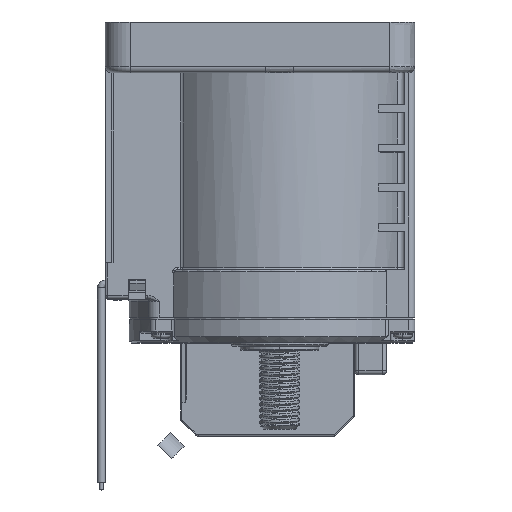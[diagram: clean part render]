
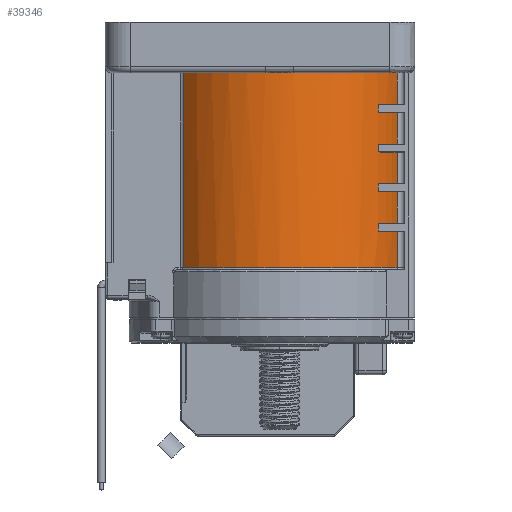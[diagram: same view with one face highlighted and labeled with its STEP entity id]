
A CAD part, top view. The second image highlights one B-rep face of the part: STEP entity #39346.
In plain terms, the highlighted cylindrical face has radius 32 mm (diameter 64 mm), a partial arc.
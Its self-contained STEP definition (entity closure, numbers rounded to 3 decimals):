
#5549=CARTESIAN_POINT('',(0.,54.35,0.));
#5550=DIRECTION('',(0.,1.,0.));
#5551=DIRECTION('',(-0.761,0.,0.648));
#5552=AXIS2_PLACEMENT_3D('',#5549,#5550,#5551);
#7276=CARTESIAN_POINT('',(0.,54.35,0.));
#7277=DIRECTION('',(0.,1.,0.));
#7278=DIRECTION('',(0.112,0.,0.994));
#7279=AXIS2_PLACEMENT_3D('',#7276,#7277,#7278);
#7322=CARTESIAN_POINT('',(0.,54.35,0.));
#7323=DIRECTION('',(0.,1.,0.));
#7324=DIRECTION('',(-0.112,0.,0.994));
#7325=AXIS2_PLACEMENT_3D('',#7322,#7323,#7324);
#7327=CARTESIAN_POINT('',(0.,54.35,0.));
#7328=DIRECTION('',(0.,1.,0.));
#7329=DIRECTION('',(0.,0.,1.));
#7330=AXIS2_PLACEMENT_3D('',#7327,#7328,#7329);
#7342=DIRECTION('',(0.,-1.,0.));
#7343=VECTOR('',#7342,9.2);
#7344=CARTESIAN_POINT('',(29.673,14.35,11.98));
#7345=LINE('',#7344,#7343);
#7346=DIRECTION('',(0.,-1.,0.));
#7347=VECTOR('',#7346,2.);
#7348=CARTESIAN_POINT('',(24.94,16.35,20.05));
#7349=LINE('',#7348,#7347);
#7350=DIRECTION('',(0.,-1.,0.));
#7351=VECTOR('',#7350,2.);
#7352=CARTESIAN_POINT('',(24.94,26.35,20.05));
#7353=LINE('',#7352,#7351);
#7354=DIRECTION('',(0.,-1.,0.));
#7355=VECTOR('',#7354,2.);
#7356=CARTESIAN_POINT('',(24.94,36.35,20.05));
#7357=LINE('',#7356,#7355);
#7358=DIRECTION('',(0.,-1.,0.));
#7359=VECTOR('',#7358,2.);
#7360=CARTESIAN_POINT('',(24.94,46.35,20.05));
#7361=LINE('',#7360,#7359);
#7362=CARTESIAN_POINT('',(0.,5.15,0.));
#7363=DIRECTION('',(0.,-1.,0.));
#7364=DIRECTION('',(0.927,0.,0.374));
#7365=AXIS2_PLACEMENT_3D('',#7362,#7363,#7364);
#7367=CARTESIAN_POINT('',(0.,5.15,0.));
#7368=DIRECTION('',(0.,-1.,0.));
#7369=DIRECTION('',(0.,0.,1.));
#7370=AXIS2_PLACEMENT_3D('',#7367,#7368,#7369);
#7392=DIRECTION('',(0.,1.,0.));
#7393=VECTOR('',#7392,49.2);
#7394=CARTESIAN_POINT('',(-24.359,5.15,20.752));
#7395=LINE('',#7394,#7393);
#7559=CARTESIAN_POINT('',(0.,14.35,0.));
#7560=DIRECTION('',(0.,1.,0.));
#7561=DIRECTION('',(0.779,0.,0.627));
#7562=AXIS2_PLACEMENT_3D('',#7559,#7560,#7561);
#7594=CARTESIAN_POINT('',(0.,46.35,0.));
#7595=DIRECTION('',(0.,1.,0.));
#7596=DIRECTION('',(0.779,0.,0.627));
#7597=AXIS2_PLACEMENT_3D('',#7594,#7595,#7596);
#7616=DIRECTION('',(0.,-1.,0.));
#7617=VECTOR('',#7616,8.);
#7618=CARTESIAN_POINT('',(29.673,54.35,11.98));
#7619=LINE('',#7618,#7617);
#7629=CARTESIAN_POINT('',(0.,44.35,0.));
#7630=DIRECTION('',(0.,1.,0.));
#7631=DIRECTION('',(0.779,0.,0.627));
#7632=AXIS2_PLACEMENT_3D('',#7629,#7630,#7631);
#7643=DIRECTION('',(0.,-1.,0.));
#7644=VECTOR('',#7643,8.);
#7645=CARTESIAN_POINT('',(29.673,44.35,11.98));
#7646=LINE('',#7645,#7644);
#7652=CARTESIAN_POINT('',(0.,36.35,0.));
#7653=DIRECTION('',(0.,1.,0.));
#7654=DIRECTION('',(0.779,0.,0.627));
#7655=AXIS2_PLACEMENT_3D('',#7652,#7653,#7654);
#7687=CARTESIAN_POINT('',(0.,34.35,0.));
#7688=DIRECTION('',(0.,1.,0.));
#7689=DIRECTION('',(0.779,0.,0.627));
#7690=AXIS2_PLACEMENT_3D('',#7687,#7688,#7689);
#7701=DIRECTION('',(0.,-1.,0.));
#7702=VECTOR('',#7701,8.);
#7703=CARTESIAN_POINT('',(29.673,34.35,11.98));
#7704=LINE('',#7703,#7702);
#7710=CARTESIAN_POINT('',(0.,26.35,0.));
#7711=DIRECTION('',(0.,1.,0.));
#7712=DIRECTION('',(0.779,0.,0.627));
#7713=AXIS2_PLACEMENT_3D('',#7710,#7711,#7712);
#7745=CARTESIAN_POINT('',(0.,24.35,0.));
#7746=DIRECTION('',(0.,1.,0.));
#7747=DIRECTION('',(0.779,0.,0.627));
#7748=AXIS2_PLACEMENT_3D('',#7745,#7746,#7747);
#7759=DIRECTION('',(0.,-1.,0.));
#7760=VECTOR('',#7759,8.);
#7761=CARTESIAN_POINT('',(29.673,24.35,11.98));
#7762=LINE('',#7761,#7760);
#7768=CARTESIAN_POINT('',(0.,16.35,0.));
#7769=DIRECTION('',(0.,1.,0.));
#7770=DIRECTION('',(0.779,0.,0.627));
#7771=AXIS2_PLACEMENT_3D('',#7768,#7769,#7770);
#29358=CARTESIAN_POINT('',(24.94,46.35,20.05));
#29359=VERTEX_POINT('',#29358);
#29360=CARTESIAN_POINT('',(24.94,44.35,20.05));
#29361=VERTEX_POINT('',#29360);
#29366=CARTESIAN_POINT('',(24.94,36.35,20.05));
#29367=VERTEX_POINT('',#29366);
#29368=CARTESIAN_POINT('',(24.94,34.35,20.05));
#29369=VERTEX_POINT('',#29368);
#29374=CARTESIAN_POINT('',(24.94,26.35,20.05));
#29375=VERTEX_POINT('',#29374);
#29376=CARTESIAN_POINT('',(24.94,24.35,20.05));
#29377=VERTEX_POINT('',#29376);
#29382=CARTESIAN_POINT('',(24.94,16.35,20.05));
#29383=VERTEX_POINT('',#29382);
#29384=CARTESIAN_POINT('',(24.94,14.35,20.05));
#29385=VERTEX_POINT('',#29384);
#29431=CARTESIAN_POINT('',(29.673,5.15,11.98));
#29433=VERTEX_POINT('',#29431);
#29436=CARTESIAN_POINT('',(29.673,14.35,11.98));
#29437=VERTEX_POINT('',#29436);
#29438=CARTESIAN_POINT('',(0.,5.15,32.));
#29439=VERTEX_POINT('',#29438);
#29440=CARTESIAN_POINT('',(-24.359,5.15,
20.752));
#29441=VERTEX_POINT('',#29440);
#29442=CARTESIAN_POINT('',(-24.359,54.35,
20.752));
#29443=VERTEX_POINT('',#29442);
#29444=CARTESIAN_POINT('',(-3.572,54.35,
31.8));
#29445=VERTEX_POINT('',#29444);
#29446=CARTESIAN_POINT('',(0.,54.35,32.));
#29447=VERTEX_POINT('',#29446);
#29448=CARTESIAN_POINT('',(3.572,54.35,31.8));
#29449=VERTEX_POINT('',#29448);
#29450=CARTESIAN_POINT('',(29.673,54.35,11.98));
#29451=VERTEX_POINT('',#29450);
#29452=CARTESIAN_POINT('',(29.673,46.35,11.98));
#29453=VERTEX_POINT('',#29452);
#29454=CARTESIAN_POINT('',(29.673,44.35,11.98));
#29455=VERTEX_POINT('',#29454);
#29456=CARTESIAN_POINT('',(29.673,36.35,11.98));
#29457=VERTEX_POINT('',#29456);
#29458=CARTESIAN_POINT('',(29.673,34.35,11.98));
#29459=VERTEX_POINT('',#29458);
#29460=CARTESIAN_POINT('',(29.673,26.35,11.98));
#29461=VERTEX_POINT('',#29460);
#29462=CARTESIAN_POINT('',(29.673,24.35,11.98));
#29463=VERTEX_POINT('',#29462);
#29464=CARTESIAN_POINT('',(29.673,16.35,11.98));
#29465=VERTEX_POINT('',#29464);
#39295=CARTESIAN_POINT('',(0.,55.334,0.));
#39296=DIRECTION('',(0.,-1.,0.));
#39297=DIRECTION('',(0.,0.,-1.));
#39298=AXIS2_PLACEMENT_3D('',#39295,#39296,#39297);
#39299=CYLINDRICAL_SURFACE('',#39298,32.);
#39301=ORIENTED_EDGE('',*,*,#39300,.F.);
#39303=ORIENTED_EDGE('',*,*,#39302,.F.);
#39305=ORIENTED_EDGE('',*,*,#39304,.F.);
#39307=ORIENTED_EDGE('',*,*,#39306,.F.);
#39309=ORIENTED_EDGE('',*,*,#39308,.F.);
#39311=ORIENTED_EDGE('',*,*,#39310,.T.);
#39313=ORIENTED_EDGE('',*,*,#39312,.F.);
#39315=ORIENTED_EDGE('',*,*,#39314,.F.);
#39317=ORIENTED_EDGE('',*,*,#39316,.F.);
#39319=ORIENTED_EDGE('',*,*,#39318,.T.);
#39321=ORIENTED_EDGE('',*,*,#39320,.F.);
#39323=ORIENTED_EDGE('',*,*,#39322,.F.);
#39325=ORIENTED_EDGE('',*,*,#39324,.F.);
#39327=ORIENTED_EDGE('',*,*,#39326,.T.);
#39329=ORIENTED_EDGE('',*,*,#39328,.F.);
#39331=ORIENTED_EDGE('',*,*,#39330,.F.);
#39333=ORIENTED_EDGE('',*,*,#39332,.F.);
#39335=ORIENTED_EDGE('',*,*,#39334,.T.);
#39337=ORIENTED_EDGE('',*,*,#39336,.F.);
#39338=ORIENTED_EDGE('',*,*,#39178,.F.);
#39339=ORIENTED_EDGE('',*,*,#39287,.F.);
#39340=ORIENTED_EDGE('',*,*,#39285,.F.);
#39341=ORIENTED_EDGE('',*,*,#36678,.F.);
#39343=ORIENTED_EDGE('',*,*,#39342,.F.);
#39344=EDGE_LOOP('',(#39301,#39303,#39305,#39307,#39309,#39311,#39313,#39315,
#39317,#39319,#39321,#39323,#39325,#39327,#39329,#39331,#39333,#39335,#39337,
#39338,#39339,#39340,#39341,#39343));
#39345=FACE_OUTER_BOUND('',#39344,.F.);
#39346=ADVANCED_FACE('',(#39345),#39299,.F.);
#5553=CIRCLE('',#5552,32.);
#7280=CIRCLE('',#7279,32.);
#7326=CIRCLE('',#7325,32.);
#7331=CIRCLE('',#7330,32.);
#7366=CIRCLE('',#7365,32.);
#7371=CIRCLE('',#7370,32.);
#7563=CIRCLE('',#7562,32.);
#7598=CIRCLE('',#7597,32.);
#7633=CIRCLE('',#7632,32.);
#7656=CIRCLE('',#7655,32.);
#7691=CIRCLE('',#7690,32.);
#7714=CIRCLE('',#7713,32.);
#7749=CIRCLE('',#7748,32.);
#7772=CIRCLE('',#7771,32.);
#36678=EDGE_CURVE('',#29443,#29445,#5553,.T.);
#39178=EDGE_CURVE('',#29449,#29451,#7280,.T.);
#39285=EDGE_CURVE('',#29445,#29447,#7326,.T.);
#39287=EDGE_CURVE('',#29447,#29449,#7331,.T.);
#39300=EDGE_CURVE('',#29439,#29441,#7371,.T.);
#39302=EDGE_CURVE('',#29433,#29439,#7366,.T.);
#39304=EDGE_CURVE('',#29437,#29433,#7345,.T.);
#39306=EDGE_CURVE('',#29385,#29437,#7563,.T.);
#39308=EDGE_CURVE('',#29383,#29385,#7349,.T.);
#39310=EDGE_CURVE('',#29383,#29465,#7772,.T.);
#39312=EDGE_CURVE('',#29463,#29465,#7762,.T.);
#39314=EDGE_CURVE('',#29377,#29463,#7749,.T.);
#39316=EDGE_CURVE('',#29375,#29377,#7353,.T.);
#39318=EDGE_CURVE('',#29375,#29461,#7714,.T.);
#39320=EDGE_CURVE('',#29459,#29461,#7704,.T.);
#39322=EDGE_CURVE('',#29369,#29459,#7691,.T.);
#39324=EDGE_CURVE('',#29367,#29369,#7357,.T.);
#39326=EDGE_CURVE('',#29367,#29457,#7656,.T.);
#39328=EDGE_CURVE('',#29455,#29457,#7646,.T.);
#39330=EDGE_CURVE('',#29361,#29455,#7633,.T.);
#39332=EDGE_CURVE('',#29359,#29361,#7361,.T.);
#39334=EDGE_CURVE('',#29359,#29453,#7598,.T.);
#39336=EDGE_CURVE('',#29451,#29453,#7619,.T.);
#39342=EDGE_CURVE('',#29441,#29443,#7395,.T.);
